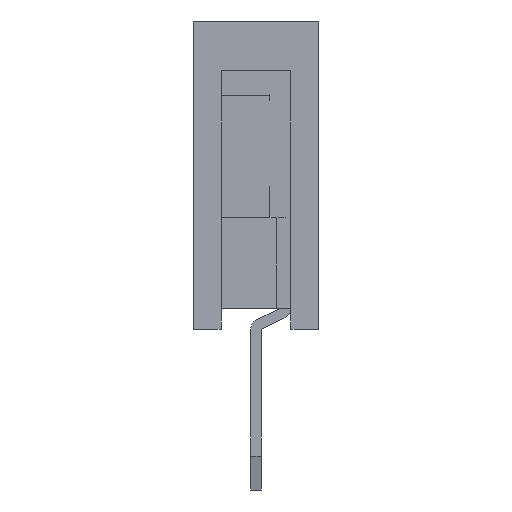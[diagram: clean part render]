
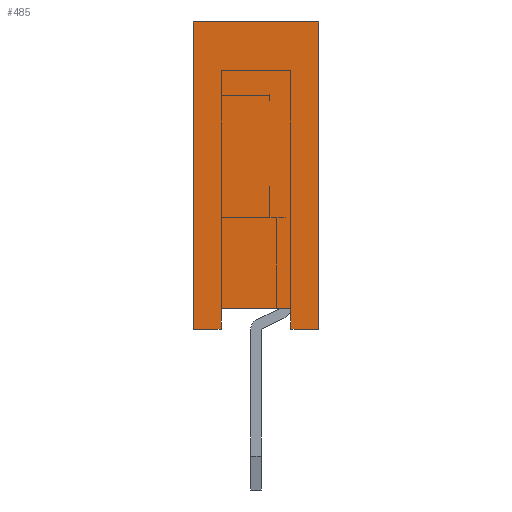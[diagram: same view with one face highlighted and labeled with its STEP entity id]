
A CAD part, left-side view. The second image highlights one B-rep face of the part: STEP entity #485.
In plain terms, the highlighted planar face has unit normal (-1, 0, 0).
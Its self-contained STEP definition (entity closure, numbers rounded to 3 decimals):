
#485=ADVANCED_FACE('',(#20647),#20649,.T.);
#20647=FACE_BOUND('',#20648,.T.);
#20648=EDGE_LOOP('',(#36749,#36750,#36751,#36752,#36753,#36754,#36755,#36756));
#20649=PLANE('',#20650);
#20650=AXIS2_PLACEMENT_3D('',#20651,#20652,#20653);
#20651=CARTESIAN_POINT('',(-0.635,0.9,0.));
#20652=DIRECTION('',(-1.,0.,0.));
#20653=DIRECTION('',(0.,-1.,0.));
#36749=ORIENTED_EDGE('',*,*,#48286,.T.);
#36750=ORIENTED_EDGE('',*,*,#48589,.T.);
#36751=ORIENTED_EDGE('',*,*,#48593,.T.);
#36752=ORIENTED_EDGE('',*,*,#48594,.F.);
#36753=ORIENTED_EDGE('',*,*,#48595,.F.);
#36754=ORIENTED_EDGE('',*,*,#48590,.T.);
#36755=ORIENTED_EDGE('',*,*,#48437,.T.);
#36756=ORIENTED_EDGE('',*,*,#48596,.T.);
#48286=EDGE_CURVE('',#54216,#54213,#54217,.F.);
#48437=EDGE_CURVE('',#54518,#54516,#54519,.F.);
#48589=EDGE_CURVE('',#54213,#54813,#54815,.T.);
#48590=EDGE_CURVE('',#54816,#54518,#54817,.T.);
#48593=EDGE_CURVE('',#54813,#54821,#54822,.T.);
#48594=EDGE_CURVE('',#54823,#54821,#54824,.T.);
#48595=EDGE_CURVE('',#54816,#54823,#54825,.T.);
#48596=EDGE_CURVE('',#54516,#54216,#54826,.T.);
#54213=VERTEX_POINT('',#63901);
#54216=VERTEX_POINT('',#63906);
#54217=LINE('',#63907,#63908);
#54516=VERTEX_POINT('',#64506);
#54518=VERTEX_POINT('',#64510);
#54519=LINE('',#64511,#64512);
#54813=VERTEX_POINT('',#65107);
#54815=LINE('',#65111,#65112);
#54816=VERTEX_POINT('',#65114);
#54817=LINE('',#65115,#65116);
#54821=VERTEX_POINT('',#65125);
#54822=LINE('',#65126,#65127);
#54823=VERTEX_POINT('',#65129);
#54824=LINE('',#65130,#65131);
#54825=LINE('',#65133,#65134);
#54826=LINE('',#65136,#65137);
#63901=CARTESIAN_POINT('',(-0.635,-0.5,0.));
#63906=CARTESIAN_POINT('',(-0.635,-0.5,0.3));
#63907=CARTESIAN_POINT('',(-0.635,-0.5,0.));
#63908=VECTOR('',#63909,1.);
#63909=DIRECTION('',(0.,0.,1.));
#64506=CARTESIAN_POINT('',(-0.635,0.5,0.3));
#64510=CARTESIAN_POINT('',(-0.635,0.5,0.));
#64511=CARTESIAN_POINT('',(-0.635,0.5,0.3));
#64512=VECTOR('',#64513,1.);
#64513=DIRECTION('',(0.,0.,-1.));
#65107=CARTESIAN_POINT('',(-0.635,-0.9,0.));
#65111=CARTESIAN_POINT('',(-0.635,-0.5,0.));
#65112=VECTOR('',#65113,1.);
#65113=DIRECTION('',(0.,-1.,0.));
#65114=CARTESIAN_POINT('',(-0.635,0.9,0.));
#65115=CARTESIAN_POINT('',(-0.635,0.9,0.));
#65116=VECTOR('',#65117,1.);
#65117=DIRECTION('',(0.,-1.,0.));
#65125=CARTESIAN_POINT('',(-0.635,-0.9,4.4));
#65126=CARTESIAN_POINT('',(-0.635,-0.9,0.));
#65127=VECTOR('',#65128,1.);
#65128=DIRECTION('',(0.,0.,1.));
#65129=CARTESIAN_POINT('',(-0.635,0.9,4.4));
#65130=CARTESIAN_POINT('',(-0.635,0.9,4.4));
#65131=VECTOR('',#65132,1.);
#65132=DIRECTION('',(0.,-1.,0.));
#65133=CARTESIAN_POINT('',(-0.635,0.9,0.));
#65134=VECTOR('',#65135,1.);
#65135=DIRECTION('',(0.,0.,1.));
#65136=CARTESIAN_POINT('',(-0.635,0.5,0.3));
#65137=VECTOR('',#65138,1.);
#65138=DIRECTION('',(0.,-1.,0.));
